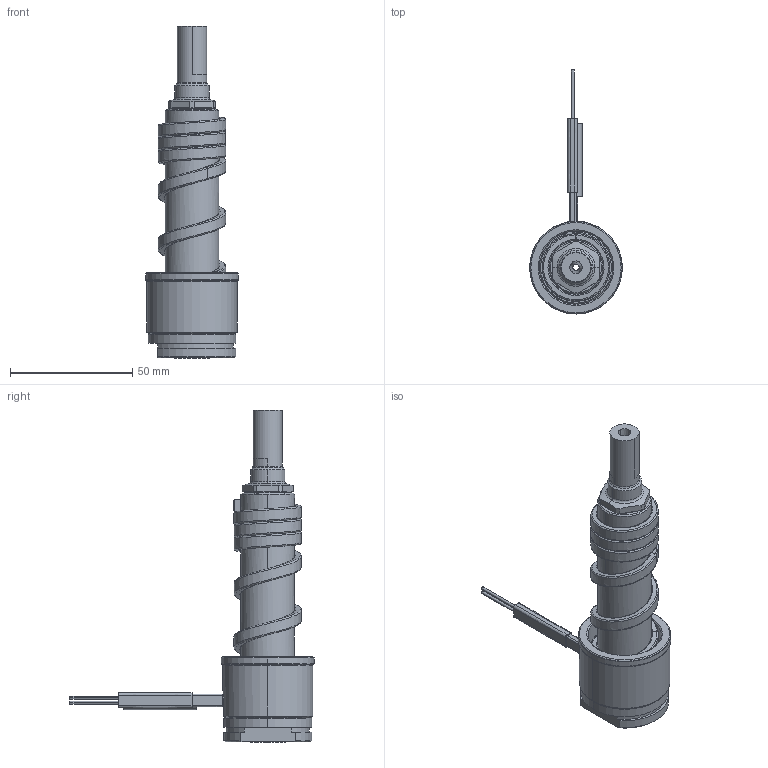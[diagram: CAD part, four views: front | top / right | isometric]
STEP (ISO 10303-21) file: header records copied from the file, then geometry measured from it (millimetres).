
FILE_DESCRIPTION((''),'2;1');
FILE_NAME('LS-116-AEM-H','2016-08-29T',('砐錪賧瘔蠈錪'),('IMID'),'PRO/ENGINEER BY PARAMETRIC TECHNOLOGY CORPORATION, 2015070','PRO/ENGINEER BY PARAMETRIC TECHNOLOGY CORPORATION, 2015070','');
FILE_SCHEMA(('CONFIG_CONTROL_DESIGN'));
Length unit declared in the file: millimetre
Products named in the file (1): LS-116-AEM-H
Bounding box: 38 x 100 x 136 mm (x, y, z)
Volume: 63635.2 mm3; surface area: 29354.2 mm2
Topology: 1 solids, 9 shells, 325 faces, 789 edges, 464 vertices
Faces by surface type: cylinder 106, cone 63, bspline 56, plane 48, torus 33, revolution 9, extrusion 8, sphere 2
Entity records: 16722 total; most frequent: CARTESIAN_POINT 9407, ORIENTED_EDGE 1538, DIRECTION 1465, EDGE_CURVE 781, AXIS2_PLACEMENT_3D 588, VERTEX_POINT 464, EDGE_LOOP 349, CIRCLE 335
